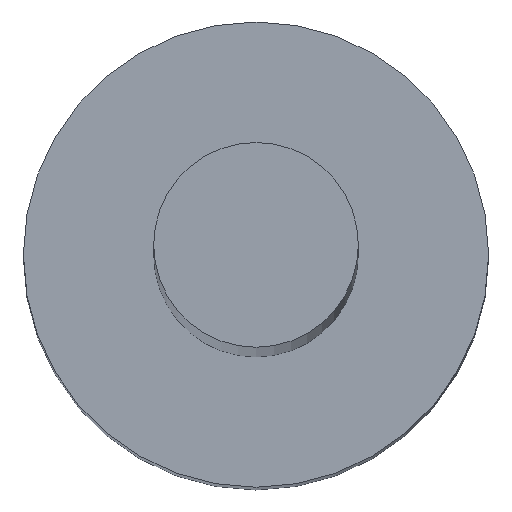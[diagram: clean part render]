
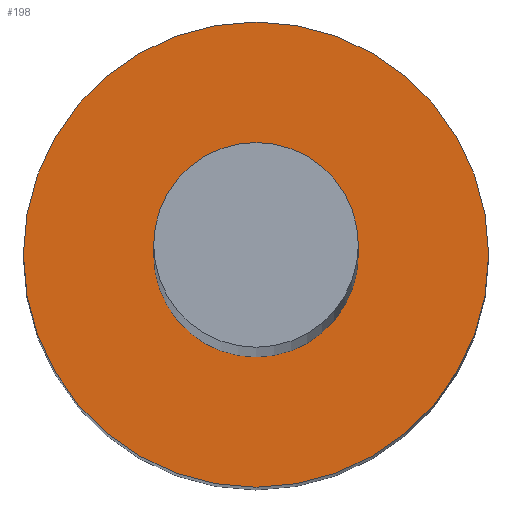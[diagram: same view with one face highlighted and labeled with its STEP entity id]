
A CAD part, top view. The second image highlights one B-rep face of the part: STEP entity #198.
In plain terms, the highlighted planar face has unit normal (0, 0, 1).
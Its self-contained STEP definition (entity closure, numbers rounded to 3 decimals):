
#47=CARTESIAN_POINT('',(0.265,-1.481,18.687));
#48=DIRECTION('',(0.,0.,1.));
#49=DIRECTION('',(1.,0.,0.));
#50=AXIS2_PLACEMENT_3D('',#47,#48,#49);
#52=CARTESIAN_POINT('',(0.265,-1.481,18.687));
#53=DIRECTION('',(0.,0.,1.));
#54=DIRECTION('',(-1.,0.,0.));
#55=AXIS2_PLACEMENT_3D('',#52,#53,#54);
#57=CARTESIAN_POINT('',(0.265,-1.481,18.687));
#58=DIRECTION('',(0.,0.,-1.));
#59=DIRECTION('',(1.,0.,0.));
#60=AXIS2_PLACEMENT_3D('',#57,#58,#59);
#62=CARTESIAN_POINT('',(0.265,-1.481,18.687));
#63=DIRECTION('',(0.,0.,-1.));
#64=DIRECTION('',(-1.,0.,0.));
#65=AXIS2_PLACEMENT_3D('',#62,#63,#64);
#125=CARTESIAN_POINT('',(2.765,-1.481,18.687));
#127=VERTEX_POINT('',#125);
#129=CARTESIAN_POINT('',(-2.235,-1.481,18.687));
#130=VERTEX_POINT('',#129);
#133=CARTESIAN_POINT('',(-0.835,-1.481,
18.687));
#134=CARTESIAN_POINT('',(1.365,-1.481,18.687));
#135=VERTEX_POINT('',#133);
#136=VERTEX_POINT('',#134);
#182=CARTESIAN_POINT('',(2.868,-4.081,18.687));
#183=DIRECTION('',(0.,0.,1.));
#184=DIRECTION('',(0.,1.,0.));
#185=AXIS2_PLACEMENT_3D('',#182,#183,#184);
#186=PLANE('',#185);
#188=ORIENTED_EDGE('',*,*,#187,.F.);
#190=ORIENTED_EDGE('',*,*,#189,.F.);
#191=EDGE_LOOP('',(#188,#190));
#192=FACE_OUTER_BOUND('',#191,.F.);
#194=ORIENTED_EDGE('',*,*,#193,.F.);
#195=ORIENTED_EDGE('',*,*,#165,.F.);
#196=EDGE_LOOP('',(#194,#195));
#197=FACE_BOUND('',#196,.F.);
#198=ADVANCED_FACE('',(#192,#197),#186,.T.);
#51=CIRCLE('',#50,2.5);
#56=CIRCLE('',#55,2.5);
#61=CIRCLE('',#60,1.1);
#66=CIRCLE('',#65,1.1);
#165=EDGE_CURVE('',#135,#136,#66,.T.);
#187=EDGE_CURVE('',#127,#130,#51,.T.);
#189=EDGE_CURVE('',#130,#127,#56,.T.);
#193=EDGE_CURVE('',#136,#135,#61,.T.);
